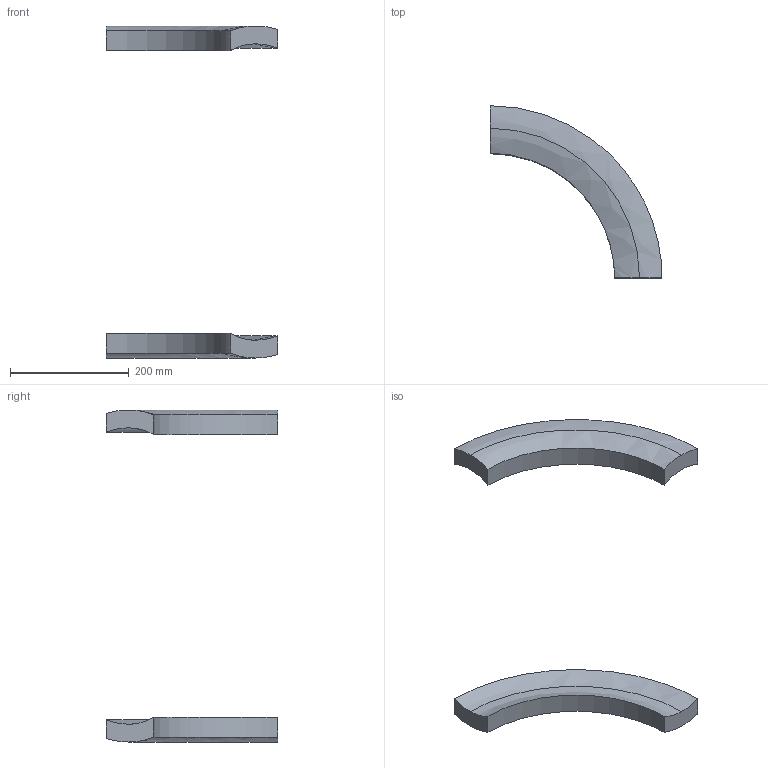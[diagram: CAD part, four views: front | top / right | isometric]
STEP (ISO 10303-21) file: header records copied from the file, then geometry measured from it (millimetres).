
FILE_DESCRIPTION(('Open CASCADE Model'),'2;1');
FILE_NAME('Open CASCADE Shape Model','2021-06-09T00:13:21',('Author'),( 'Open CASCADE'),'Open CASCADE STEP processor 7.5','Open CASCADE 7.5' ,'Unknown');
FILE_SCHEMA(('AUTOMOTIVE_DESIGN { 1 0 10303 214 1 1 1 1 }'));
Length unit declared in the file: millimetre
Products named in the file (5): CQ assembly; divertor; divertor_part; 1e42402c-c8af-11eb-820f-7085c2b1c2e1; 1e42402c-c8af-11eb-820f-7085c2b1c2e1_part
Assembly tree (4 placements, depth 4):
  CQ assembly
    divertor
      divertor_part
      1e42402c-c8af-11eb-820f-7085c2b1c2e1
        1e42402c-c8af-11eb-820f-7085c2b1c2e1_part
Bounding box: 290 x 290 x 560 mm (x, y, z)
Volume: 1935249.9 mm3; surface area: 189995.2 mm2
Topology: 2 solids, 2 shells, 16 faces, 36 edges, 24 vertices
Faces by surface type: revolution 8, cylinder 4, plane 4
Entity records: 3900 total; most frequent: CARTESIAN_POINT 3165, DIRECTION 86, ORIENTED_EDGE 72, PCURVE 72, DEFINITIONAL_REPRESENTATION 72, B_SPLINE_CURVE_WITH_KNOTS 68, LINE 44, VECTOR 44
